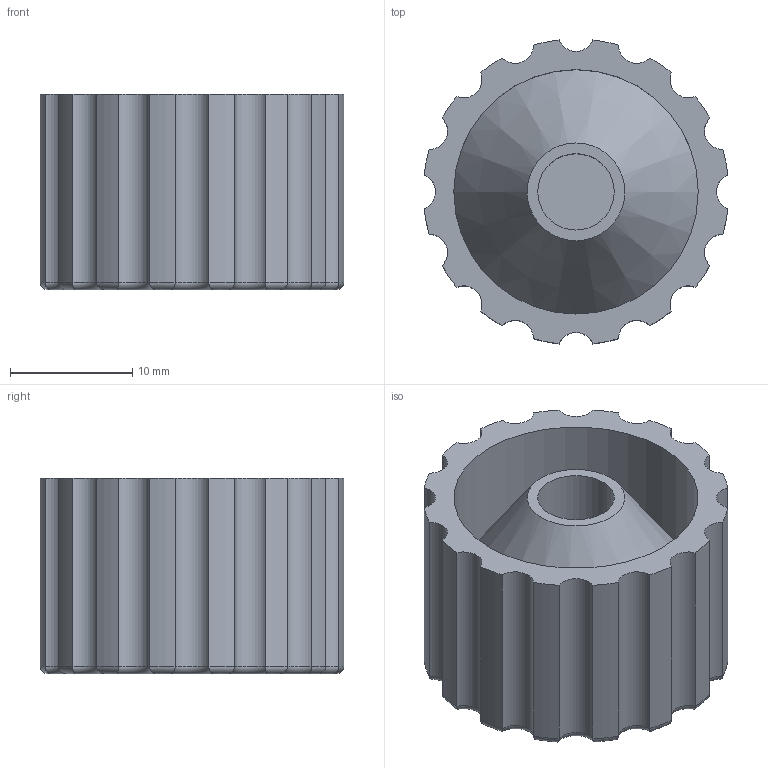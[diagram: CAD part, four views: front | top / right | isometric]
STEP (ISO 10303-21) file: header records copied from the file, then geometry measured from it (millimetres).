
FILE_DESCRIPTION(/* description */ (''),/* implementation_level */ '2;1');
FILE_NAME(/* name */ 'Display Knob.step',/* time_stamp */ '2022-05-19T09:30:06-05:00',/* author */ (''),/* organization */ (''),/* preprocessor_version */ 'ST-DEVELOPER v18.1',/* originating_system */ 'Autodesk Translation Framework v10.14.0.1471',/* authorisation */ '');
FILE_SCHEMA (('AUTOMOTIVE_DESIGN { 1 0 10303 214 3 1 1 }'));
Length unit declared in the file: millimetre
Products named in the file (1): 12864 Knob
Bounding box: 24.85 x 24.85 x 16 mm (x, y, z)
Volume: 5406.2 mm3; surface area: 3349.2 mm2
Topology: 1 solids, 1 shells, 78 faces, 182 edges, 109 vertices
Faces by surface type: torus 34, cylinder 34, cone 5, plane 5
Full cylindrical faces by diameter (mm): 6.25 x1, 20 x1
Entity records: 2626 total; most frequent: CARTESIAN_POINT 786, DIRECTION 419, ORIENTED_EDGE 364, AXIS2_PLACEMENT_3D 190, EDGE_CURVE 182, CIRCLE 111, VERTEX_POINT 109, EDGE_LOOP 81
